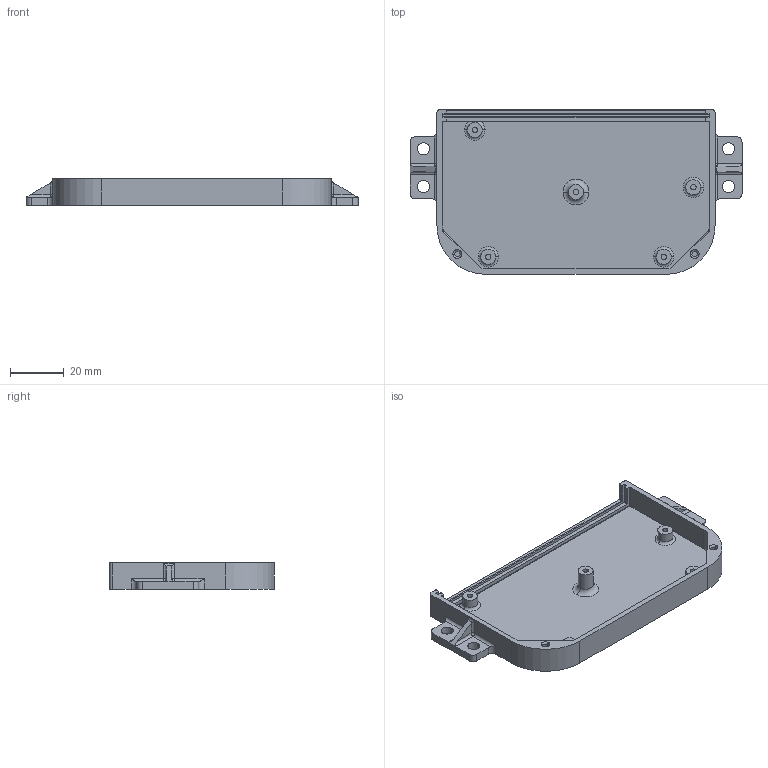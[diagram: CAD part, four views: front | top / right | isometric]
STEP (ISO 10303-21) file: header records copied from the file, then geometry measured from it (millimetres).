
FILE_DESCRIPTION (( 'STEP AP214' ), '1' );
FILE_NAME ('vue_bottom_0_2.STEP', '2012-06-27T23:45:42', ( 'JFDuval' ), ( '' ), 'SwSTEP 2.0', 'SolidWorks 2011', '' );
FILE_SCHEMA (( 'AUTOMOTIVE_DESIGN' ));
Length unit declared in the file: millimetre
Products named in the file (1): vue_bottom_0_2
Bounding box: 123 x 61 x 10 mm (x, y, z)
Volume: 15924.1 mm3; surface area: 18610 mm2
Topology: 1 solids, 1 shells, 178 faces, 435 edges, 264 vertices
Faces by surface type: cylinder 93, plane 52, torus 22, sphere 10, bspline 1
Entity records: 5379 total; most frequent: CARTESIAN_POINT 1077, DIRECTION 966, ORIENTED_EDGE 858, EDGE_CURVE 429, AXIS2_PLACEMENT_3D 381, VERTEX_POINT 264, VECTOR 204, LINE 204
